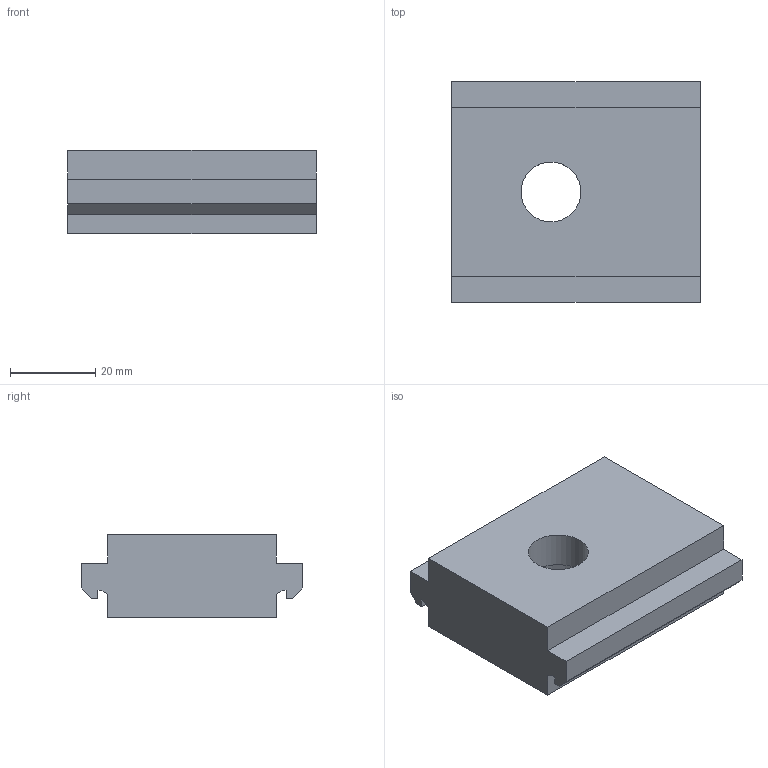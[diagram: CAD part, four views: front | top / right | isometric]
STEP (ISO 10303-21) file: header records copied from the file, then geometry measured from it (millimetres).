
FILE_DESCRIPTION(/* description */ (''),/* implementation_level */ '2;1');
FILE_NAME(/* name */ '3-Pulley_Bearing_Mount_V2 v3.step',/* time_stamp */ '2019-09-14T12:52:06-04:00',/* author */ (''),/* organization */ (''),/* preprocessor_version */ 'ST-DEVELOPER v18',/* originating_system */ 'Autodesk Translation Framework v8.6.0.1094',/* authorisation */ '');
FILE_SCHEMA (('AUTOMOTIVE_DESIGN { 1 0 10303 214 3 1 1 }'));
Length unit declared in the file: millimetre
Products named in the file (1): 3-Pulley_Bearing_Mount_V2
Bounding box: 58.25 x 51.7 x 19.5 mm (x, y, z)
Volume: 36996.3 mm3; surface area: 12024 mm2
Topology: 1 solids, 1 shells, 33 faces, 84 edges, 56 vertices
Faces by surface type: plane 29, cylinder 4
Full cylindrical faces by diameter (mm): 5.5 x2, 14 x1, 35.5 x1
Entity records: 1034 total; most frequent: CARTESIAN_POINT 174, ORIENTED_EDGE 168, DIRECTION 160, EDGE_CURVE 84, LINE 76, VECTOR 76, VERTEX_POINT 56, AXIS2_PLACEMENT_3D 42
